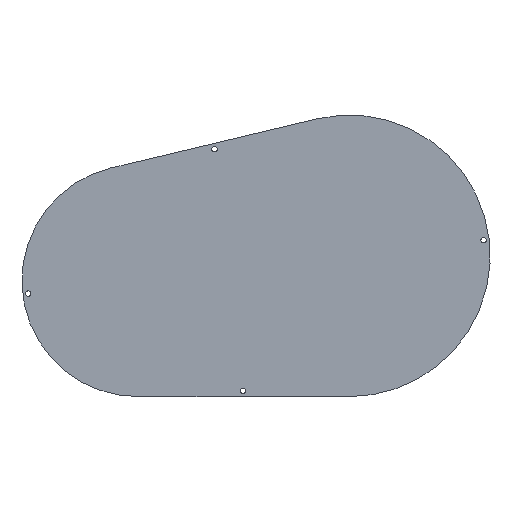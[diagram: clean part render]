
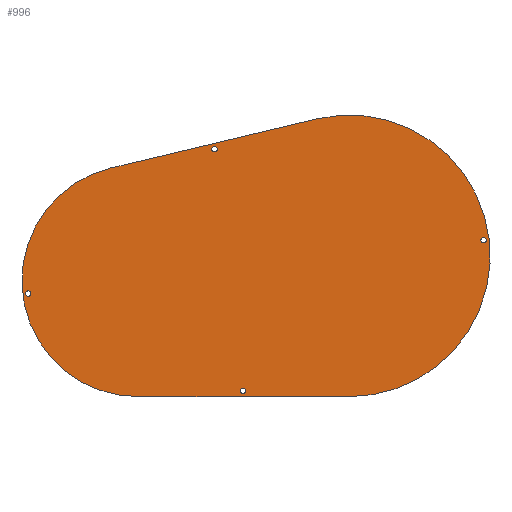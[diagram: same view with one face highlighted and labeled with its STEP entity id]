
A CAD part, front view. The second image highlights one B-rep face of the part: STEP entity #996.
In plain terms, the highlighted planar face has unit normal (0, -1, 0).
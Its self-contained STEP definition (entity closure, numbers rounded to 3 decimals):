
#70=FACE_BOUND('',#354,.T.);
#71=FACE_BOUND('',#355,.T.);
#72=FACE_BOUND('',#356,.T.);
#73=FACE_BOUND('',#357,.T.);
#114=LINE('',#3520,#150);
#119=LINE('',#3530,#155);
#150=VECTOR('',#1320,10.);
#155=VECTOR('',#1329,10.);
#278=FACE_OUTER_BOUND('',#353,.T.);
#353=EDGE_LOOP('',(#876,#877,#878,#879));
#354=EDGE_LOOP('',(#880));
#355=EDGE_LOOP('',(#881));
#356=EDGE_LOOP('',(#882));
#357=EDGE_LOOP('',(#883));
#405=CIRCLE('',#1098,1.25);
#406=CIRCLE('',#1101,1.25);
#407=CIRCLE('',#1104,1.25);
#408=CIRCLE('',#1106,1.25);
#415=CIRCLE('',#1117,65.088);
#416=CIRCLE('',#1118,53.588);
#475=VERTEX_POINT('',#2846);
#477=VERTEX_POINT('',#2852);
#479=VERTEX_POINT('',#2858);
#482=VERTEX_POINT('',#2902);
#498=VERTEX_POINT('',#3517);
#499=VERTEX_POINT('',#3519);
#501=VERTEX_POINT('',#3528);
#502=VERTEX_POINT('',#3529);
#593=EDGE_CURVE('',#475,#475,#405,.T.);
#596=EDGE_CURVE('',#477,#477,#406,.T.);
#599=EDGE_CURVE('',#479,#479,#407,.T.);
#603=EDGE_CURVE('',#482,#482,#408,.T.);
#626=EDGE_CURVE('',#498,#499,#114,.T.);
#631=EDGE_CURVE('',#501,#502,#119,.T.);
#632=EDGE_CURVE('',#499,#501,#415,.T.);
#633=EDGE_CURVE('',#502,#498,#416,.T.);
#876=ORIENTED_EDGE('',*,*,#631,.F.);
#877=ORIENTED_EDGE('',*,*,#632,.F.);
#878=ORIENTED_EDGE('',*,*,#626,.F.);
#879=ORIENTED_EDGE('',*,*,#633,.F.);
#880=ORIENTED_EDGE('',*,*,#593,.T.);
#881=ORIENTED_EDGE('',*,*,#596,.T.);
#882=ORIENTED_EDGE('',*,*,#599,.T.);
#883=ORIENTED_EDGE('',*,*,#603,.T.);
#932=PLANE('',#1116);
#996=ADVANCED_FACE('',(#278,#70,#71,#72,#73),#932,.T.);
#1098=AXIS2_PLACEMENT_3D('',#2848,#1276,#1277);
#1101=AXIS2_PLACEMENT_3D('',#2854,#1283,#1284);
#1104=AXIS2_PLACEMENT_3D('',#2860,#1290,#1291);
#1106=AXIS2_PLACEMENT_3D('',#2904,#1295,#1296);
#1116=AXIS2_PLACEMENT_3D('',#3527,#1327,#1328);
#1117=AXIS2_PLACEMENT_3D('',#3531,#1330,#1331);
#1118=AXIS2_PLACEMENT_3D('',#3532,#1332,#1333);
#1276=DIRECTION('center_axis',(0.,1.,0.));
#1277=DIRECTION('ref_axis',(1.,0.,0.));
#1283=DIRECTION('center_axis',(0.,1.,0.));
#1284=DIRECTION('ref_axis',(1.,0.,0.));
#1290=DIRECTION('center_axis',(0.,1.,0.));
#1291=DIRECTION('ref_axis',(1.,0.,0.));
#1295=DIRECTION('center_axis',(0.,1.,0.));
#1296=DIRECTION('ref_axis',(1.,0.,0.));
#1320=DIRECTION('',(0.973,0.,0.232));
#1327=DIRECTION('center_axis',(0.,-1.,0.));
#1328=DIRECTION('ref_axis',(0.232,0.,0.973));
#1329=DIRECTION('',(-1.,0.,0.));
#1330=DIRECTION('center_axis',(0.,1.,0.));
#1331=DIRECTION('ref_axis',(-0.232,0.,0.973));
#1332=DIRECTION('center_axis',(0.,1.,0.));
#1333=DIRECTION('ref_axis',(0.,0.,-1.));
#2846=CARTESIAN_POINT('',(-51.969,-58.,-5.962));
#2848=CARTESIAN_POINT('Origin',(-50.719,-58.,-5.962));
#2852=CARTESIAN_POINT('',(47.351,-58.,-50.93));
#2854=CARTESIAN_POINT('Origin',(48.601,-58.,-50.93));
#2858=CARTESIAN_POINT('',(34.209,-58.,60.858));
#2860=CARTESIAN_POINT('Origin',(35.459,-58.,60.858));
#2902=CARTESIAN_POINT('',(158.606,-58.,18.792));
#2904=CARTESIAN_POINT('Origin',(159.856,-58.,18.792));
#3517=CARTESIAN_POINT('',(-12.427,-58.,52.127));
#3519=CARTESIAN_POINT('',(82.732,-58.,74.813));
#3520=CARTESIAN_POINT('',(-12.427,-58.,52.127));
#3527=CARTESIAN_POINT('Origin',(0.,-58.,-53.588));
#3528=CARTESIAN_POINT('',(97.826,-58.,-53.588));
#3529=CARTESIAN_POINT('',(0.,-58.,-53.588));
#3530=CARTESIAN_POINT('',(97.826,-58.,-53.588));
#3531=CARTESIAN_POINT('Origin',(97.826,-58.,11.5));
#3532=CARTESIAN_POINT('Origin',(0.,-58.,0.));
